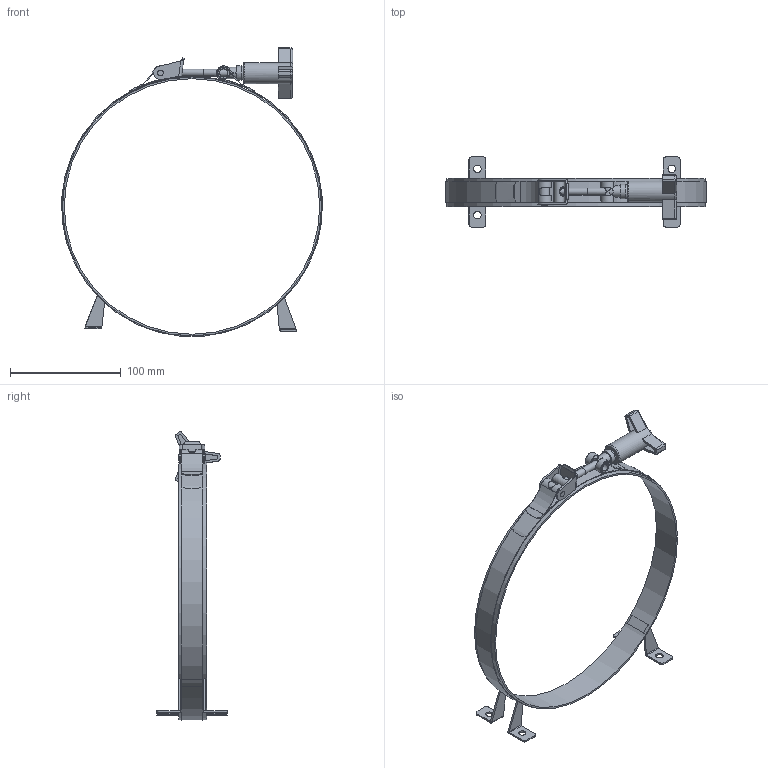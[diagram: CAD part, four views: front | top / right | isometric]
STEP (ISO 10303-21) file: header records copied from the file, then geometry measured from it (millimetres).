
FILE_DESCRIPTION(('STEP AP214'),'1');
FILE_NAME('9.0 Cylinder Mounting Kit, QR) _DV_.stp','2021-02-04T03:16:27',(' '),(' '),'Spatial InterOp 3D',' ',' ');
FILE_SCHEMA(('AUTOMOTIVE_DESIGN { 1 0 10303 214 1 1 1 1 }'));
Length unit declared in the file: inch
Products named in the file (10): 00CMK-0062-01 (_9.0 Taut-Band Unit, QR) [DV]; Rubber Chafe Band; Ø3.25 Taut-Band; T-Band Component - Tensioner Seat; T-Band Component - Tensioner Screw ; T-Band Component - Quick-release Tab; 00CMK-0012-02 (_9.0 Cylinder Mounting Kit, QR) [DV]; 00CMK-0032-00 (Cylinder Mounting Foot, Tall); 00CMK-0036-00 (Cylinder Mounting Knob, Tall)
Assembly tree (9 placements, depth 3):
  00CMK-0012-02 (_9.0 Cylinder Mounting Kit, QR) [DV]
    00CMK-0062-01 (_9.0 Taut-Band Unit, QR) [DV]
      Rubber Chafe Band
      Ø3.25 Taut-Band
      T-Band Component - Tensioner Seat
      T-Band Component - Tensioner Screw 
      T-Band Component - Quick-release Tab
    00CMK-0032-00 (Cylinder Mounting Foot, Tall)
    00CMK-0032-00 (Cylinder Mounting Foot, Tall)
    00CMK-0036-00 (Cylinder Mounting Knob, Tall)
Bounding box: 235.73 x 63.5 x 260.9 mm (x, y, z)
Volume: 63991.9 mm3; surface area: 94809.9 mm2
Topology: 9 solids, 9 shells, 246 faces, 666 edges, 423 vertices
Faces by surface type: plane 116, cylinder 102, bspline 10, torus 9, sphere 8, cone 1
Full cylindrical faces by diameter (mm): 5.08 x2, 6.35 x3, 6.731 x4, 7.366 x1, 8.001 x2, 9.525 x1, 11.43 x1, 13.005 x1, 19.05 x1, 231.14 x1, 234.315 x1
Entity records: 12719 total; most frequent: CARTESIAN_POINT 4400, DIRECTION 1338, ORIENTED_EDGE 1240, EDGE_CURVE 620, AXIS2_PLACEMENT_3D 513, VERTEX_POINT 415, LINE 312, VECTOR 312
